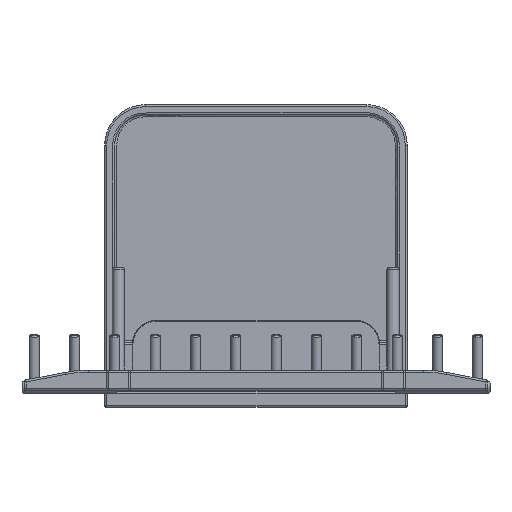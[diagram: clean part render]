
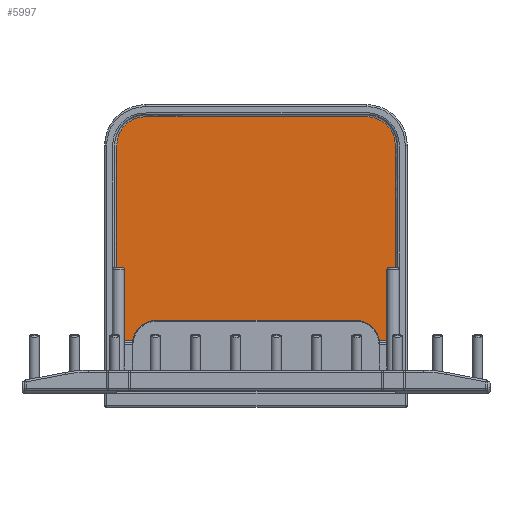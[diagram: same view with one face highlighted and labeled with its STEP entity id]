
A CAD part, top view. The second image highlights one B-rep face of the part: STEP entity #5997.
In plain terms, the highlighted free-form (B-spline) face has degree [1, 1] with [2, 2] control points.
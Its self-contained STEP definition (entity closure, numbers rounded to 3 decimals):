
#5997 = ADVANCED_FACE('',(#5998),#6050,.T.);
#5998 = FACE_BOUND('',#5999,.T.);
#5999 = EDGE_LOOP('',(#6000,#6010,#6037,#6045));
#6000 = ORIENTED_EDGE('',*,*,#6001,.T.);
#6001 = EDGE_CURVE('',#6002,#6004,#6006,.T.);
#6002 = VERTEX_POINT('',#6003);
#6003 = CARTESIAN_POINT('',(34.406,-150.852,
    5.86));
#6004 = VERTEX_POINT('',#6005);
#6005 = CARTESIAN_POINT('',(35.383,-149.875,
    5.86));
#6006 = ( BOUNDED_CURVE() B_SPLINE_CURVE(2,(#6007,#6008,#6009),
.UNSPECIFIED.,.F.,.F.) B_SPLINE_CURVE_WITH_KNOTS((3,3),(
0.,1.571),.PIECEWISE_BEZIER_KNOTS.) CURVE() 
GEOMETRIC_REPRESENTATION_ITEM() RATIONAL_B_SPLINE_CURVE((1.,
0.707,1.)) REPRESENTATION_ITEM('') );
#6007 = CARTESIAN_POINT('',(34.406,-150.852,
    5.86));
#6008 = CARTESIAN_POINT('',(35.383,-150.852,
    5.86));
#6009 = CARTESIAN_POINT('',(35.383,-149.875,
    5.86));
#6010 = ORIENTED_EDGE('',*,*,#6011,.T.);
#6011 = EDGE_CURVE('',#6004,#6012,#6014,.T.);
#6012 = VERTEX_POINT('',#6013);
#6013 = CARTESIAN_POINT('',(-99.395,-149.875,
    5.86));
#6014 = ( BOUNDED_CURVE() B_SPLINE_CURVE(3,(#6015,#6016,#6017,#6018,
    #6019,#6020,#6021,#6022,#6023,#6024,#6025,#6026,#6027,#6028,#6029,
    #6030,#6031,#6032,#6033,#6034,#6035,#6036),.UNSPECIFIED.,.F.,.F.) 
B_SPLINE_CURVE_WITH_KNOTS((4,3,1,1,1,3,3,1,1,1,3,4),(0.,
    95.872,101.586,106.868,112.15,
    117.863,227.863,233.576,238.859,
    244.141,249.854,345.727),.UNSPECIFIED.) 
CURVE() GEOMETRIC_REPRESENTATION_ITEM() RATIONAL_B_SPLINE_CURVE((1.,1.,
    1.,1.,1.,1.,1.,1.,1.,1.,1.,1.,1.,1.,1.,1.,1.,1.,1.,1.,1.,1.)) 
REPRESENTATION_ITEM('') );
#6015 = CARTESIAN_POINT('',(35.383,-149.875,
    5.86));
#6016 = CARTESIAN_POINT('',(35.383,-118.664,
    5.86));
#6017 = CARTESIAN_POINT('',(35.383,-87.453,
    5.86));
#6018 = CARTESIAN_POINT('',(35.383,-56.241,
    5.86));
#6019 = CARTESIAN_POINT('',(35.385,-54.381,
    5.86));
#6020 = CARTESIAN_POINT('',(34.642,-50.803,
    5.86));
#6021 = CARTESIAN_POINT('',(31.611,-46.34,5.86
    ));
#6022 = CARTESIAN_POINT('',(27.148,-43.309,
    5.86));
#6023 = CARTESIAN_POINT('',(23.57,-42.567,
    5.86));
#6024 = CARTESIAN_POINT('',(21.71,-42.568,
    5.86));
#6025 = CARTESIAN_POINT('',(-14.101,-42.568,
    5.86));
#6026 = CARTESIAN_POINT('',(-49.911,-42.568,
    5.86));
#6027 = CARTESIAN_POINT('',(-85.722,-42.568,
    5.86));
#6028 = CARTESIAN_POINT('',(-87.582,-42.567,
    5.86));
#6029 = CARTESIAN_POINT('',(-91.16,-43.309,
    5.86));
#6030 = CARTESIAN_POINT('',(-95.623,-46.34,
    5.86));
#6031 = CARTESIAN_POINT('',(-98.654,-50.803,
    5.86));
#6032 = CARTESIAN_POINT('',(-99.396,-54.381,
    5.86));
#6033 = CARTESIAN_POINT('',(-99.395,-56.241,
    5.86));
#6034 = CARTESIAN_POINT('',(-99.395,-87.453,
    5.86));
#6035 = CARTESIAN_POINT('',(-99.395,-118.664,
    5.86));
#6036 = CARTESIAN_POINT('',(-99.395,-149.875,
    5.86));
#6037 = ORIENTED_EDGE('',*,*,#6038,.T.);
#6038 = EDGE_CURVE('',#6012,#6039,#6041,.T.);
#6039 = VERTEX_POINT('',#6040);
#6040 = CARTESIAN_POINT('',(-98.418,-150.852,
    5.86));
#6041 = ( BOUNDED_CURVE() B_SPLINE_CURVE(2,(#6042,#6043,#6044),
.UNSPECIFIED.,.F.,.F.) B_SPLINE_CURVE_WITH_KNOTS((3,3),(0.,
1.571),.PIECEWISE_BEZIER_KNOTS.) CURVE() 
GEOMETRIC_REPRESENTATION_ITEM() RATIONAL_B_SPLINE_CURVE((1.,
0.707,1.)) REPRESENTATION_ITEM('') );
#6042 = CARTESIAN_POINT('',(-99.395,-149.875,
    5.86));
#6043 = CARTESIAN_POINT('',(-99.395,-150.852,
    5.86));
#6044 = CARTESIAN_POINT('',(-98.418,-150.852,
    5.86));
#6045 = ORIENTED_EDGE('',*,*,#6046,.F.);
#6046 = EDGE_CURVE('',#6002,#6039,#6047,.T.);
#6047 = B_SPLINE_CURVE_WITH_KNOTS('',1,(#6048,#6049),.UNSPECIFIED.,.F.,
  .F.,(2,2),(0.,136.),.PIECEWISE_BEZIER_KNOTS.);
#6048 = CARTESIAN_POINT('',(34.406,-150.852,
    5.86));
#6049 = CARTESIAN_POINT('',(-98.418,-150.852,
    5.86));
#6050 = B_SPLINE_SURFACE_WITH_KNOTS('',1,1,(
    (#6051,#6052)
    ,(#6053,#6054
    )),.UNSPECIFIED.,.F.,.F.,.F.,(2,2),(2,2),(5.998,
    144.002),(33.128,144.002),
  .PIECEWISE_BEZIER_KNOTS.);
#6051 = CARTESIAN_POINT('',(-99.396,-150.852,
    5.86));
#6052 = CARTESIAN_POINT('',(-99.396,-42.567,
    5.86));
#6053 = CARTESIAN_POINT('',(35.385,-150.852,
    5.86));
#6054 = CARTESIAN_POINT('',(35.385,-42.567,
    5.86));
